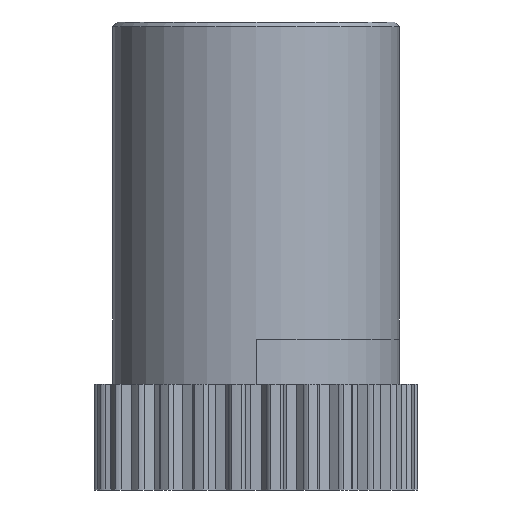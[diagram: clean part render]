
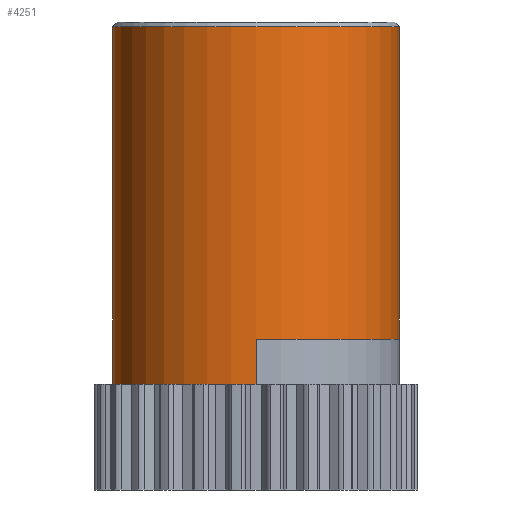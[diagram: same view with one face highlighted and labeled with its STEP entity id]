
A CAD part, left-side view. The second image highlights one B-rep face of the part: STEP entity #4251.
In plain terms, the highlighted cylindrical face has radius 9.5 mm (diameter 19 mm), a partial arc.
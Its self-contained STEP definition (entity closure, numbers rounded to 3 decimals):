
#1677=CARTESIAN_POINT('',(0.,0.,30.7));
#1678=DIRECTION('',(0.,0.,1.));
#1679=DIRECTION('',(0.,1.,0.));
#1680=AXIS2_PLACEMENT_3D('',#1677,#1678,#1679);
#1682=CARTESIAN_POINT('',(0.,0.,7.));
#1683=DIRECTION('',(0.,0.,1.));
#1684=DIRECTION('',(1.,0.,0.));
#1685=AXIS2_PLACEMENT_3D('',#1682,#1683,#1684);
#1687=DIRECTION('',(0.,0.,1.));
#1688=VECTOR('',#1687,3.);
#1689=CARTESIAN_POINT('',(9.5,0.,7.));
#1690=LINE('',#1689,#1688);
#1691=CARTESIAN_POINT('',(0.,0.,10.));
#1692=DIRECTION('',(0.,0.,1.));
#1693=DIRECTION('',(1.,0.,0.));
#1694=AXIS2_PLACEMENT_3D('',#1691,#1692,#1693);
#1955=DIRECTION('',(0.,0.,1.));
#1956=VECTOR('',#1955,20.7);
#1957=CARTESIAN_POINT('',(0.,9.5,10.));
#1958=LINE('',#1957,#1956);
#1964=DIRECTION('',(0.,0.,1.));
#1965=VECTOR('',#1964,3.);
#1966=CARTESIAN_POINT('',(-9.5,0.,7.));
#1967=LINE('',#1966,#1965);
#1968=CARTESIAN_POINT('',(0.,0.,10.));
#1969=DIRECTION('',(0.,0.,1.));
#1970=DIRECTION('',(-1.,0.,0.));
#1971=AXIS2_PLACEMENT_3D('',#1968,#1969,#1970);
#1973=DIRECTION('',(0.,0.,1.));
#1974=VECTOR('',#1973,20.7);
#1975=CARTESIAN_POINT('',(0.,-9.5,10.));
#1976=LINE('',#1975,#1974);
#2512=CARTESIAN_POINT('',(-9.5,0.,10.));
#2513=CARTESIAN_POINT('',(0.,-9.5,10.));
#2514=VERTEX_POINT('',#2512);
#2515=VERTEX_POINT('',#2513);
#2516=CARTESIAN_POINT('',(9.5,0.,10.));
#2517=CARTESIAN_POINT('',(0.,9.5,10.));
#2518=VERTEX_POINT('',#2516);
#2519=VERTEX_POINT('',#2517);
#2524=CARTESIAN_POINT('',(0.,-9.5,30.7));
#2525=CARTESIAN_POINT('',(0.,9.5,30.7));
#2526=VERTEX_POINT('',#2524);
#2527=VERTEX_POINT('',#2525);
#2528=CARTESIAN_POINT('',(9.5,0.,7.));
#2529=CARTESIAN_POINT('',(-9.5,0.,7.));
#2530=VERTEX_POINT('',#2528);
#2531=VERTEX_POINT('',#2529);
#4229=CARTESIAN_POINT('',(0.,0.,0.));
#4230=DIRECTION('',(0.,0.,1.));
#4231=DIRECTION('',(1.,0.,0.));
#4232=AXIS2_PLACEMENT_3D('',#4229,#4230,#4231);
#4233=CYLINDRICAL_SURFACE('',#4232,9.5);
#4235=ORIENTED_EDGE('',*,*,#4234,.T.);
#4237=ORIENTED_EDGE('',*,*,#4236,.F.);
#4239=ORIENTED_EDGE('',*,*,#4238,.F.);
#4241=ORIENTED_EDGE('',*,*,#4240,.F.);
#4242=ORIENTED_EDGE('',*,*,#4222,.F.);
#4244=ORIENTED_EDGE('',*,*,#4243,.T.);
#4246=ORIENTED_EDGE('',*,*,#4245,.T.);
#4248=ORIENTED_EDGE('',*,*,#4247,.T.);
#4249=EDGE_LOOP('',(#4235,#4237,#4239,#4241,#4242,#4244,#4246,#4248));
#4250=FACE_OUTER_BOUND('',#4249,.F.);
#4251=ADVANCED_FACE('',(#4250),#4233,.T.);
#1681=CIRCLE('',#1680,9.5);
#1686=CIRCLE('',#1685,9.5);
#1695=CIRCLE('',#1694,9.5);
#1972=CIRCLE('',#1971,9.5);
#4222=EDGE_CURVE('',#2530,#2531,#1686,.T.);
#4234=EDGE_CURVE('',#2527,#2526,#1681,.T.);
#4236=EDGE_CURVE('',#2515,#2526,#1976,.T.);
#4238=EDGE_CURVE('',#2514,#2515,#1972,.T.);
#4240=EDGE_CURVE('',#2531,#2514,#1967,.T.);
#4243=EDGE_CURVE('',#2530,#2518,#1690,.T.);
#4245=EDGE_CURVE('',#2518,#2519,#1695,.T.);
#4247=EDGE_CURVE('',#2519,#2527,#1958,.T.);
